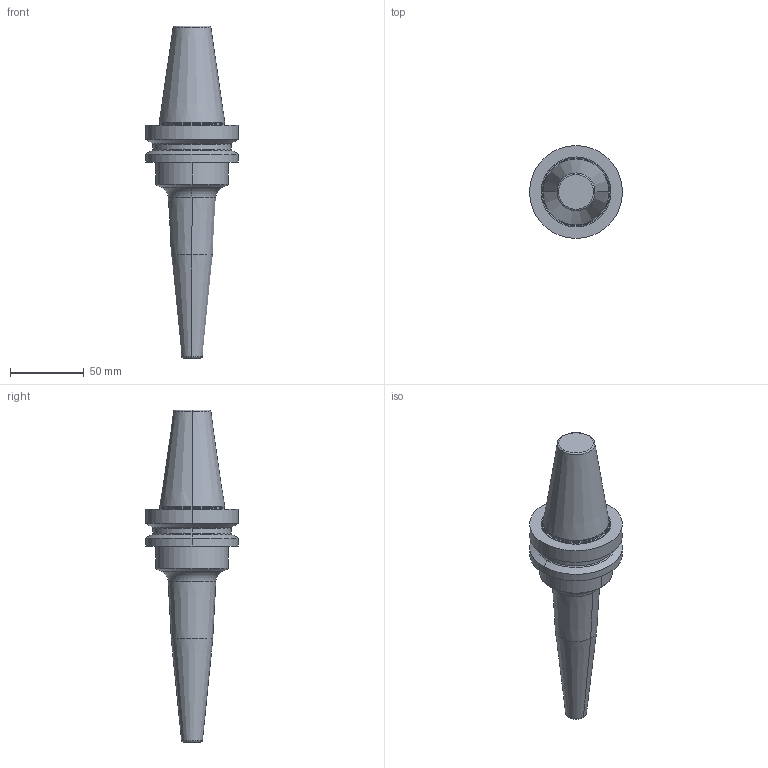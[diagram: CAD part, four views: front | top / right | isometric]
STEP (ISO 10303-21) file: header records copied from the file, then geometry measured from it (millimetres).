
FILE_DESCRIPTION((''),'2;1');
FILE_NAME('606814414-000-00-E43','2017-03-24T',('schindlerj'),(''),'PRO/ENGINEER BY PARAMETRIC TECHNOLOGY CORPORATION, 2011220','PRO/ENGINEER BY PARAMETRIC TECHNOLOGY CORPORATION, 2011220','');
FILE_SCHEMA(('AUTOMOTIVE_DESIGN_CC2 { 1 2 10303 214 -1 1 5 2 }'));
Length unit declared in the file: millimetre
Products named in the file (1): 606814414-000-00-E43
Bounding box: 63 x 63 x 225.4 mm (x, y, z)
Volume: 230783.6 mm3; surface area: 29354.2 mm2
Topology: 1 solids, 1 shells, 56 faces, 114 edges, 68 vertices
Faces by surface type: torus 22, cone 16, cylinder 12, plane 6
Entity records: 1877 total; most frequent: DIRECTION 314, CARTESIAN_POINT 233, ORIENTED_EDGE 220, AXIS2_PLACEMENT_3D 141, PRESENTATION_STYLE_ASSIGNMENT 118, STYLED_ITEM 118, CURVE_STYLE 117, EDGE_CURVE 110
